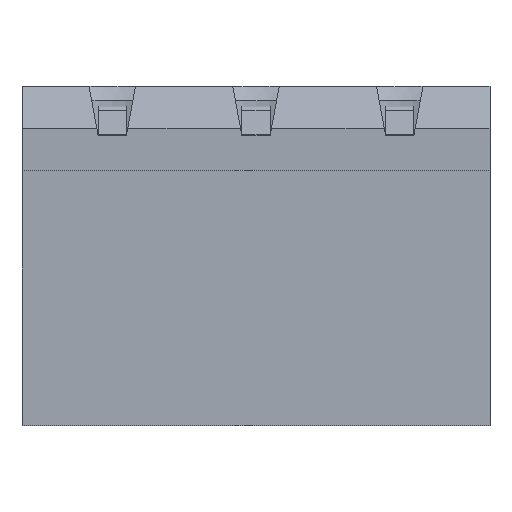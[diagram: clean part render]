
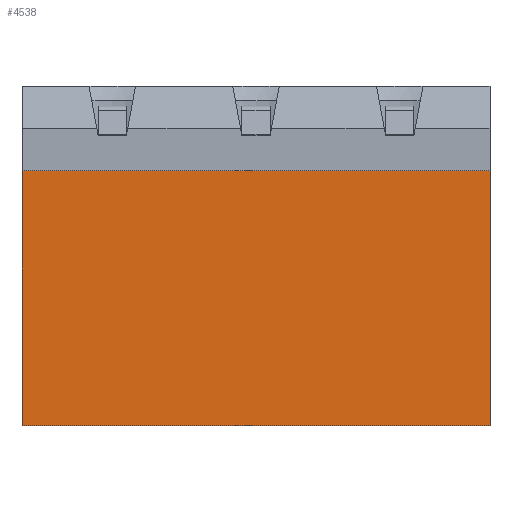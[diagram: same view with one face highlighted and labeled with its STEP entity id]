
A CAD part, top view. The second image highlights one B-rep face of the part: STEP entity #4538.
In plain terms, the highlighted planar face has unit normal (0, 0, 1).
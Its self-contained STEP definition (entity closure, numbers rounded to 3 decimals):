
#184 = PLANE ( 'NONE',  #1971 ) ;
#190 = DIRECTION ( 'NONE',  ( -1., 0., 0. ) ) ;
#197 = CARTESIAN_POINT ( 'NONE',  ( 15.13, 9.01, 0. ) ) ;
#200 = CARTESIAN_POINT ( 'NONE',  ( 15.13, 9.01, 0. ) ) ;
#211 = DIRECTION ( 'NONE',  ( 0., 0., -1. ) ) ;
#253 = DIRECTION ( 'NONE',  ( 0., 1., 0. ) ) ;
#787 = CARTESIAN_POINT ( 'NONE',  ( -0.705, 9.01, 0. ) ) ;
#1320 = CARTESIAN_POINT ( 'NONE',  ( 15.835, 9.01, 0. ) ) ;
#1918 = VERTEX_POINT ( 'NONE', #2890 ) ;
#1971 = AXIS2_PLACEMENT_3D ( 'NONE', #197, #211, #253 ) ;
#2664 = CARTESIAN_POINT ( 'NONE',  ( -0.705, 0., 0. ) ) ;
#2689 = VERTEX_POINT ( 'NONE', #1320 ) ;
#2711 = DIRECTION ( 'NONE',  ( 0., 1., 0. ) ) ;
#2854 = VERTEX_POINT ( 'NONE', #787 ) ;
#2890 = CARTESIAN_POINT ( 'NONE',  ( 15.835, 0., 0. ) ) ;
#2936 = VECTOR ( 'NONE', #190, 1000. ) ;
#2963 = EDGE_CURVE ( 'NONE', #2689, #2854, #3046, .T. ) ;
#3046 = LINE ( 'NONE', #200, #2936 ) ;
#3087 = CARTESIAN_POINT ( 'NONE',  ( -0.705, 0., 0. ) ) ;
#3161 = CARTESIAN_POINT ( 'NONE',  ( 15.835, 9.01, 0. ) ) ;
#3199 = EDGE_LOOP ( 'NONE', ( #3238, #3241, #3246, #3254 ) ) ;
#3238 = ORIENTED_EDGE ( 'NONE', *, *, #2963, .T. ) ;
#3241 = ORIENTED_EDGE ( 'NONE', *, *, #4292, .F. ) ;
#3246 = ORIENTED_EDGE ( 'NONE', *, *, #4380, .F. ) ;
#3254 = ORIENTED_EDGE ( 'NONE', *, *, #4336, .F. ) ;
#3275 = DIRECTION ( 'NONE',  ( 0., -1., 0. ) ) ;
#3462 = CARTESIAN_POINT ( 'NONE',  ( 15.13, 0., 0. ) ) ;
#3609 = VERTEX_POINT ( 'NONE', #3087 ) ;
#3727 = DIRECTION ( 'NONE',  ( -1., 0., 0. ) ) ;
#4292 = EDGE_CURVE ( 'NONE', #3609, #2854, #5248, .T. ) ;
#4336 = EDGE_CURVE ( 'NONE', #2689, #1918, #5231, .T. ) ;
#4380 = EDGE_CURVE ( 'NONE', #1918, #3609, #5128, .T. ) ;
#4538 = ADVANCED_FACE ( 'NONE', ( #4929 ), #184, .F. ) ;
#4929 = FACE_OUTER_BOUND ( 'NONE', #3199, .T. ) ;
#5119 = VECTOR ( 'NONE', #3727, 1000. ) ;
#5128 = LINE ( 'NONE', #3462, #5119 ) ;
#5208 = VECTOR ( 'NONE', #3275, 1000. ) ;
#5231 = LINE ( 'NONE', #3161, #5208 ) ;
#5248 = LINE ( 'NONE', #2664, #5264 ) ;
#5264 = VECTOR ( 'NONE', #2711, 1000. ) ;
